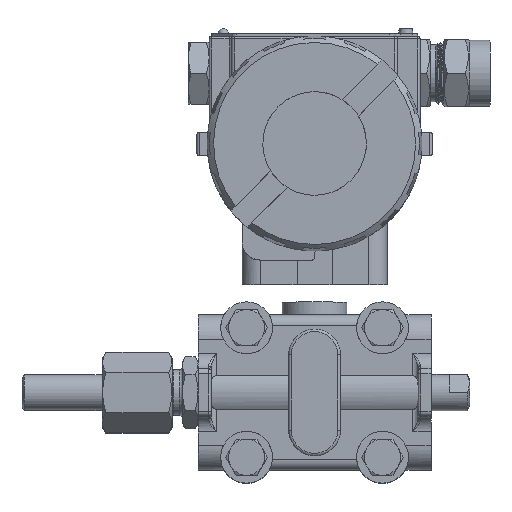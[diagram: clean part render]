
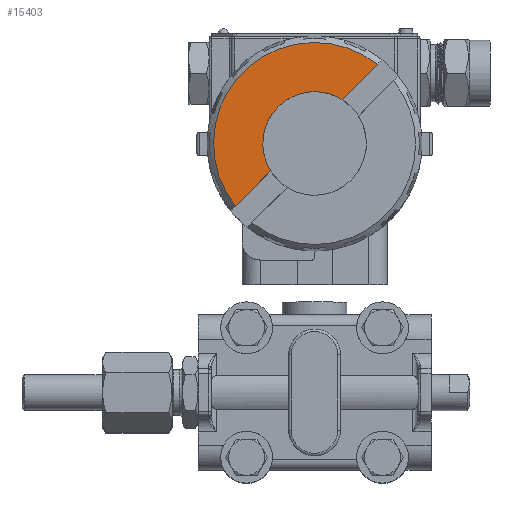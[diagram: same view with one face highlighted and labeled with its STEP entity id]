
A CAD part, top view. The second image highlights one B-rep face of the part: STEP entity #15403.
In plain terms, the highlighted face is planar.
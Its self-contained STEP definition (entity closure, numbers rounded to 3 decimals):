
#1346=LINE('',#22644,#2478);
#1347=LINE('',#22647,#2479);
#2478=VECTOR('',#18487,1.);
#2479=VECTOR('',#18490,1.);
#3881=FACE_OUTER_BOUND('',#4805,.T.);
#4805=EDGE_LOOP('',(#10825,#10826,#10827,#10828));
#5818=CIRCLE('',#16634,39.);
#5819=CIRCLE('',#16635,20.);
#6494=VERTEX_POINT('',#22640);
#6495=VERTEX_POINT('',#22641);
#6496=VERTEX_POINT('',#22643);
#6497=VERTEX_POINT('',#22645);
#8165=EDGE_CURVE('',#6494,#6495,#5818,.T.);
#8166=EDGE_CURVE('',#6496,#6494,#1346,.F.);
#8167=EDGE_CURVE('',#6497,#6496,#5819,.T.);
#8168=EDGE_CURVE('',#6495,#6497,#1347,.F.);
#10825=ORIENTED_EDGE('',*,*,#8165,.F.);
#10826=ORIENTED_EDGE('',*,*,#8166,.F.);
#10827=ORIENTED_EDGE('',*,*,#8167,.F.);
#10828=ORIENTED_EDGE('',*,*,#8168,.F.);
#14952=PLANE('',#16633);
#15403=ADVANCED_FACE('',(#3881),#14952,.F.);
#16633=AXIS2_PLACEMENT_3D('',#22639,#18483,#18484);
#16634=AXIS2_PLACEMENT_3D('',#22642,#18485,#18486);
#16635=AXIS2_PLACEMENT_3D('',#22646,#18488,#18489);
#18483=DIRECTION('center_axis',(1.,0.,0.));
#18484=DIRECTION('ref_axis',(0.,0.707,0.707));
#18485=DIRECTION('center_axis',(1.,0.,0.));
#18486=DIRECTION('ref_axis',(0.,-0.707,-0.707));
#18487=DIRECTION('',(0.,0.707,0.707));
#18488=DIRECTION('center_axis',(-1.,0.,0.));
#18489=DIRECTION('ref_axis',(0.,0.707,0.707));
#18490=DIRECTION('',(0.,0.707,0.707));
#22639=CARTESIAN_POINT('Origin',(-9.,0.,0.));
#22640=CARTESIAN_POINT('',(-9.,-24.211,-30.575));
#22641=CARTESIAN_POINT('',(-9.,30.575,24.211));
#22642=CARTESIAN_POINT('Origin',(-9.,0.,
0.));
#22643=CARTESIAN_POINT('',(-9.,-10.598,-16.961));
#22644=CARTESIAN_POINT('',(-9.,-17.404,-23.768));
#22645=CARTESIAN_POINT('',(-9.,16.961,10.598));
#22646=CARTESIAN_POINT('Origin',(-9.,0.,0.));
#22647=CARTESIAN_POINT('',(-9.,23.768,17.404));
